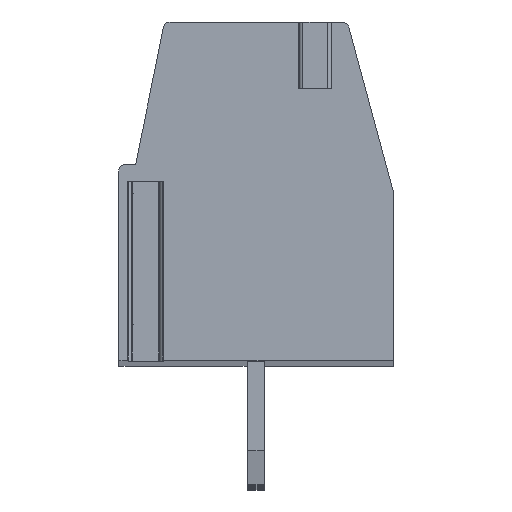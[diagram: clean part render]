
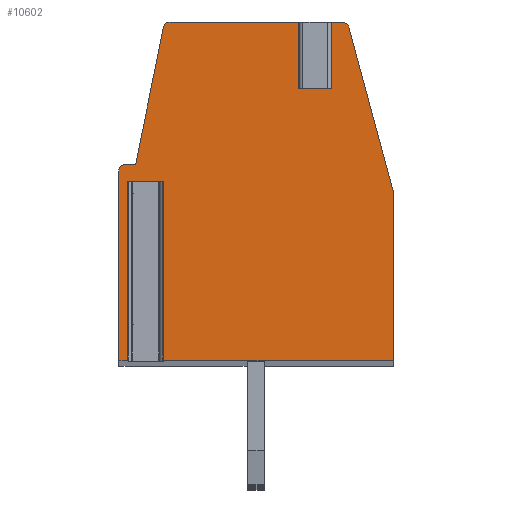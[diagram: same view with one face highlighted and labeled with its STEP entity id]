
A CAD part, top view. The second image highlights one B-rep face of the part: STEP entity #10602.
In plain terms, the highlighted planar face has unit normal (0, 0, 1).
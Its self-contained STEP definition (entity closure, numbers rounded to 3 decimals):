
#13=DIRECTION('',(-1.,0.,0.));
#14=VECTOR('',#13,1.07);
#15=CARTESIAN_POINT('',(-2.72,0.3,88.9));
#16=LINE('',#15,#14);
#17=DIRECTION('',(0.,-1.,0.));
#18=VECTOR('',#17,5.3);
#19=CARTESIAN_POINT('',(-3.79,0.3,88.9));
#20=LINE('',#19,#18);
#21=DIRECTION('',(1.,0.,0.));
#22=VECTOR('',#21,0.26);
#23=CARTESIAN_POINT('',(-4.05,-5.,88.9));
#24=LINE('',#23,#22);
#25=DIRECTION('',(0.,-1.,0.));
#26=VECTOR('',#25,5.6);
#27=CARTESIAN_POINT('',(-4.05,0.6,88.9));
#28=LINE('',#27,#26);
#29=CARTESIAN_POINT('',(-3.85,0.6,88.9));
#30=DIRECTION('',(0.,0.,1.));
#31=DIRECTION('',(0.,1.,0.));
#32=AXIS2_PLACEMENT_3D('',#29,#30,#31);
#34=DIRECTION('',(-1.,0.,0.));
#35=VECTOR('',#34,0.3);
#36=CARTESIAN_POINT('',(-3.55,0.8,88.9));
#37=LINE('',#36,#35);
#38=DIRECTION('',(-0.198,-0.98,0.));
#39=VECTOR('',#38,4.122);
#40=CARTESIAN_POINT('',(-2.732,4.84,88.9));
#41=LINE('',#40,#39);
#42=CARTESIAN_POINT('',(-2.536,4.8,88.9));
#43=DIRECTION('',(0.,0.,1.));
#44=DIRECTION('',(0.,1.,0.));
#45=AXIS2_PLACEMENT_3D('',#42,#43,#44);
#47=DIRECTION('',(-1.,0.,0.));
#48=VECTOR('',#47,3.981);
#49=CARTESIAN_POINT('',(1.445,5.,88.9));
#50=LINE('',#49,#48);
#51=DIRECTION('',(0.,-1.,0.));
#52=VECTOR('',#51,1.95);
#53=CARTESIAN_POINT('',(1.445,5.,88.9));
#54=LINE('',#53,#52);
#55=DIRECTION('',(-1.,0.,0.));
#56=VECTOR('',#55,0.6);
#57=CARTESIAN_POINT('',(2.045,3.05,88.9));
#58=LINE('',#57,#56);
#59=DIRECTION('',(0.,-1.,0.));
#60=VECTOR('',#59,1.95);
#61=CARTESIAN_POINT('',(2.045,5.,88.9));
#62=LINE('',#61,#60);
#63=DIRECTION('',(-1.,0.,0.));
#64=VECTOR('',#63,0.502);
#65=CARTESIAN_POINT('',(2.547,5.,88.9));
#66=LINE('',#65,#64);
#67=CARTESIAN_POINT('',(2.547,4.8,88.9));
#68=DIRECTION('',(0.,0.,1.));
#69=DIRECTION('',(0.965,0.261,0.));
#70=AXIS2_PLACEMENT_3D('',#67,#68,#69);
#72=DIRECTION('',(-0.261,0.965,0.));
#73=VECTOR('',#72,5.026);
#74=CARTESIAN_POINT('',(4.05,0.,88.9));
#75=LINE('',#74,#73);
#76=DIRECTION('',(0.,1.,0.));
#77=VECTOR('',#76,5.);
#78=CARTESIAN_POINT('',(4.05,-5.,88.9));
#79=LINE('',#78,#77);
#80=DIRECTION('',(1.,0.,0.));
#81=VECTOR('',#80,6.77);
#82=CARTESIAN_POINT('',(-2.72,-5.,88.9));
#83=LINE('',#82,#81);
#84=DIRECTION('',(0.,-1.,0.));
#85=VECTOR('',#84,5.3);
#86=CARTESIAN_POINT('',(-2.72,0.3,88.9));
#87=LINE('',#86,#85);
#8279=CARTESIAN_POINT('',(4.05,0.,88.9));
#8280=CARTESIAN_POINT('',(2.74,4.852,88.9));
#8281=VERTEX_POINT('',#8279);
#8282=VERTEX_POINT('',#8280);
#8283=CARTESIAN_POINT('',(2.547,5.,88.9));
#8284=VERTEX_POINT('',#8283);
#8285=CARTESIAN_POINT('',(-2.536,5.,88.9));
#8286=CARTESIAN_POINT('',(-2.732,4.84,88.9));
#8287=VERTEX_POINT('',#8285);
#8288=VERTEX_POINT('',#8286);
#8289=CARTESIAN_POINT('',(-3.55,0.8,88.9));
#8290=VERTEX_POINT('',#8289);
#8291=CARTESIAN_POINT('',(-3.85,0.8,88.9));
#8292=VERTEX_POINT('',#8291);
#8293=CARTESIAN_POINT('',(-4.05,0.6,88.9));
#8294=VERTEX_POINT('',#8293);
#8295=CARTESIAN_POINT('',(-4.05,-5.,88.9));
#8296=VERTEX_POINT('',#8295);
#8297=CARTESIAN_POINT('',(4.05,-5.,88.9));
#8298=VERTEX_POINT('',#8297);
#8359=CARTESIAN_POINT('',(2.045,3.05,88.9));
#8360=CARTESIAN_POINT('',(1.445,3.05,88.9));
#8361=VERTEX_POINT('',#8359);
#8362=VERTEX_POINT('',#8360);
#8363=CARTESIAN_POINT('',(1.445,5.,88.9));
#8364=VERTEX_POINT('',#8363);
#8365=CARTESIAN_POINT('',(2.045,5.,88.9));
#8366=VERTEX_POINT('',#8365);
#8379=CARTESIAN_POINT('',(-2.72,0.3,88.9));
#8380=CARTESIAN_POINT('',(-3.79,0.3,88.9));
#8381=VERTEX_POINT('',#8379);
#8382=VERTEX_POINT('',#8380);
#8383=CARTESIAN_POINT('',(-2.72,-5.,88.9));
#8384=VERTEX_POINT('',#8383);
#8385=CARTESIAN_POINT('',(-3.79,-5.,88.9));
#8386=VERTEX_POINT('',#8385);
#10559=CARTESIAN_POINT('',(0.,0.,88.9));
#10560=DIRECTION('',(0.,0.,1.));
#10561=DIRECTION('',(1.,0.,0.));
#10562=AXIS2_PLACEMENT_3D('',#10559,#10560,#10561);
#10563=PLANE('',#10562);
#10565=ORIENTED_EDGE('',*,*,#10564,.T.);
#10567=ORIENTED_EDGE('',*,*,#10566,.T.);
#10569=ORIENTED_EDGE('',*,*,#10568,.F.);
#10571=ORIENTED_EDGE('',*,*,#10570,.F.);
#10573=ORIENTED_EDGE('',*,*,#10572,.F.);
#10575=ORIENTED_EDGE('',*,*,#10574,.F.);
#10577=ORIENTED_EDGE('',*,*,#10576,.F.);
#10579=ORIENTED_EDGE('',*,*,#10578,.F.);
#10581=ORIENTED_EDGE('',*,*,#10580,.F.);
#10583=ORIENTED_EDGE('',*,*,#10582,.T.);
#10585=ORIENTED_EDGE('',*,*,#10584,.F.);
#10587=ORIENTED_EDGE('',*,*,#10586,.F.);
#10589=ORIENTED_EDGE('',*,*,#10588,.F.);
#10591=ORIENTED_EDGE('',*,*,#10590,.F.);
#10593=ORIENTED_EDGE('',*,*,#10592,.F.);
#10595=ORIENTED_EDGE('',*,*,#10594,.F.);
#10597=ORIENTED_EDGE('',*,*,#10596,.F.);
#10599=ORIENTED_EDGE('',*,*,#10598,.F.);
#10600=EDGE_LOOP('',(#10565,#10567,#10569,#10571,#10573,#10575,#10577,#10579,
#10581,#10583,#10585,#10587,#10589,#10591,#10593,#10595,#10597,#10599));
#10601=FACE_OUTER_BOUND('',#10600,.F.);
#33=CIRCLE('',#32,0.2);
#46=CIRCLE('',#45,0.2);
#71=CIRCLE('',#70,0.2);
#10564=EDGE_CURVE('',#8381,#8382,#16,.T.);
#10566=EDGE_CURVE('',#8382,#8386,#20,.T.);
#10568=EDGE_CURVE('',#8296,#8386,#24,.T.);
#10570=EDGE_CURVE('',#8294,#8296,#28,.T.);
#10572=EDGE_CURVE('',#8292,#8294,#33,.T.);
#10574=EDGE_CURVE('',#8290,#8292,#37,.T.);
#10576=EDGE_CURVE('',#8288,#8290,#41,.T.);
#10578=EDGE_CURVE('',#8287,#8288,#46,.T.);
#10580=EDGE_CURVE('',#8364,#8287,#50,.T.);
#10582=EDGE_CURVE('',#8364,#8362,#54,.T.);
#10584=EDGE_CURVE('',#8361,#8362,#58,.T.);
#10586=EDGE_CURVE('',#8366,#8361,#62,.T.);
#10588=EDGE_CURVE('',#8284,#8366,#66,.T.);
#10590=EDGE_CURVE('',#8282,#8284,#71,.T.);
#10592=EDGE_CURVE('',#8281,#8282,#75,.T.);
#10594=EDGE_CURVE('',#8298,#8281,#79,.T.);
#10596=EDGE_CURVE('',#8384,#8298,#83,.T.);
#10598=EDGE_CURVE('',#8381,#8384,#87,.T.);
#10602=ADVANCED_FACE('',(#10601),#10563,.T.);
